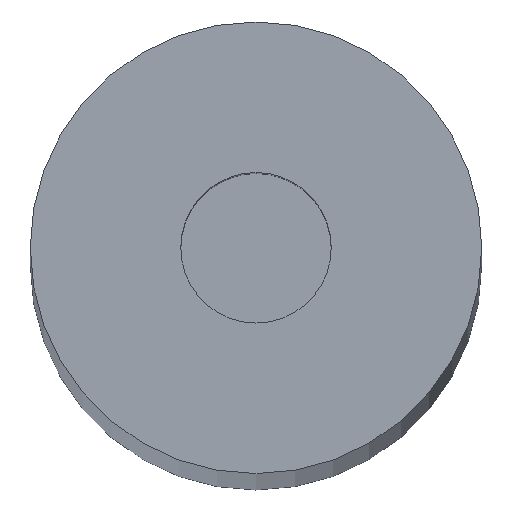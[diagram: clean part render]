
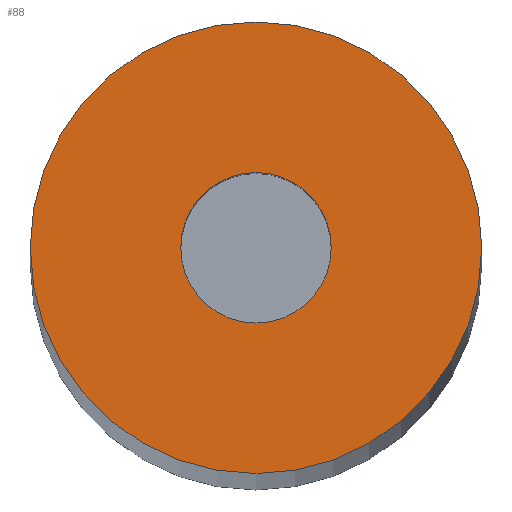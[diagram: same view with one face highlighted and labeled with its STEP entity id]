
A CAD part, top view. The second image highlights one B-rep face of the part: STEP entity #88.
In plain terms, the highlighted planar face has unit normal (0, 0, 1).
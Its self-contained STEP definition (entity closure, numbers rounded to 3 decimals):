
#15=FACE_BOUND('',#32,.T.);
#17=PLANE('',#118);
#24=FACE_OUTER_BOUND('',#31,.T.);
#31=EDGE_LOOP('',(#76));
#32=EDGE_LOOP('',(#77));
#46=CIRCLE('',#114,2.);
#48=CIRCLE('',#117,6.);
#52=VERTEX_POINT('',#163);
#54=VERTEX_POINT('',#169);
#60=EDGE_CURVE('',#52,#52,#46,.T.);
#63=EDGE_CURVE('',#54,#54,#48,.T.);
#76=ORIENTED_EDGE('',*,*,#63,.T.);
#77=ORIENTED_EDGE('',*,*,#60,.F.);
#88=ADVANCED_FACE('',(#24,#15),#17,.T.);
#114=AXIS2_PLACEMENT_3D('',#165,#136,#137);
#117=AXIS2_PLACEMENT_3D('',#171,#143,#144);
#118=AXIS2_PLACEMENT_3D('',#172,#145,#146);
#136=DIRECTION('center_axis',(0.,0.,1.));
#137=DIRECTION('ref_axis',(1.,0.,0.));
#143=DIRECTION('center_axis',(0.,0.,1.));
#144=DIRECTION('ref_axis',(1.,0.,0.));
#145=DIRECTION('center_axis',(0.,0.,1.));
#146=DIRECTION('ref_axis',(1.,0.,0.));
#163=CARTESIAN_POINT('',(-2.,0.,125.));
#165=CARTESIAN_POINT('Origin',(0.,0.,125.));
#169=CARTESIAN_POINT('',(6.,0.,125.));
#171=CARTESIAN_POINT('Origin',(0.,0.,125.));
#172=CARTESIAN_POINT('Origin',(0.,0.,125.));
